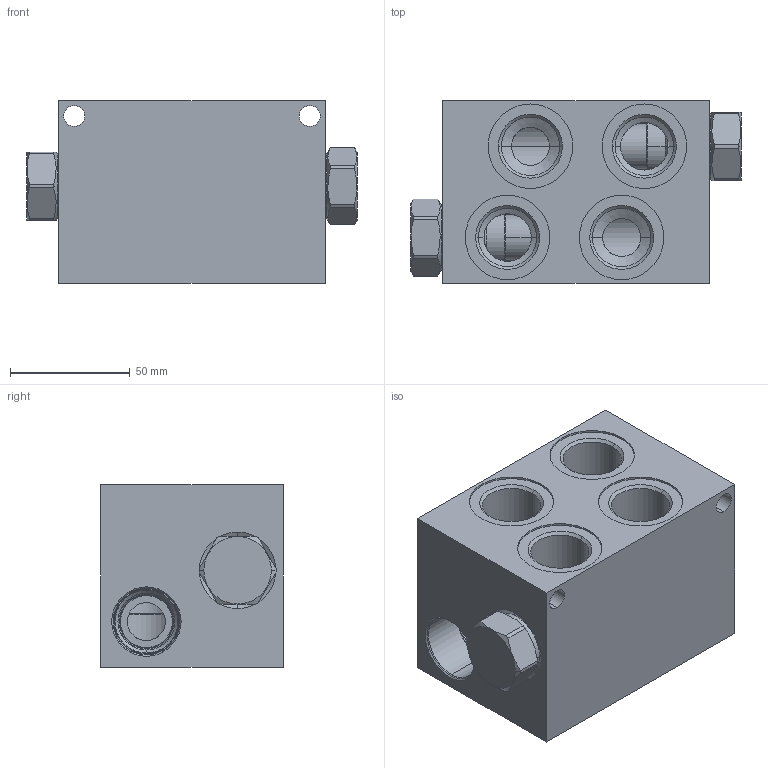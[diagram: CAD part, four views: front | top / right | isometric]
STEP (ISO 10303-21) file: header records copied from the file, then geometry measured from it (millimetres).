
FILE_DESCRIPTION((''),'2;1');
FILE_NAME('B8W_ASM','2019-09-13T',('ProEService'),(''),'PRO/ENGINEER BY PARAMETRIC TECHNOLOGY CORPORATION, 2014200','PRO/ENGINEER BY PARAMETRIC TECHNOLOGY CORPORATION, 2014200','');
FILE_SCHEMA(('CONFIG_CONTROL_DESIGN'));
Length unit declared in the file: inch
Products named in the file (3): 150-054-008; CXFAXCN; B8W_ASM
Assembly tree (3 placements, depth 2):
  B8W_ASM
    150-054-008
    CXFAXCN  x2
Bounding box: 138.1 x 76.2 x 76.2 mm (x, y, z)
Volume: 498191.6 mm3; surface area: 92863.6 mm2
Topology: 7 solids, 7 shells, 376 faces, 1228 edges, 1033 vertices
Faces by surface type: cylinder 154, cone 90, plane 64, torus 52, revolution 16
Entity records: 12339 total; most frequent: CARTESIAN_POINT 3764, DIRECTION 1873, ORIENTED_EDGE 1314, EDGE_CURVE 657, AXIS2_PLACEMENT_3D 635, VECTOR 595, LINE 595, VERTEX_POINT 394
